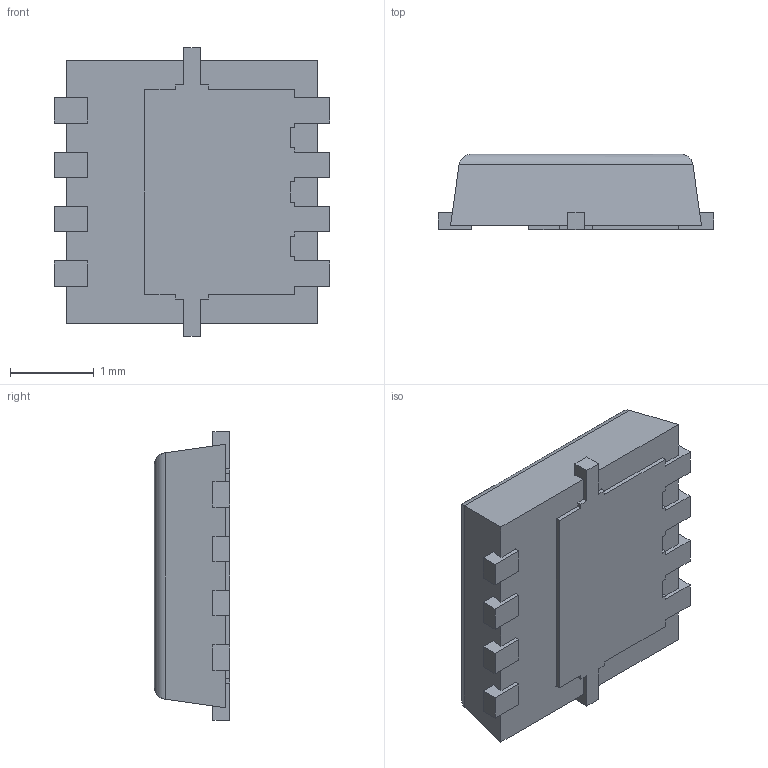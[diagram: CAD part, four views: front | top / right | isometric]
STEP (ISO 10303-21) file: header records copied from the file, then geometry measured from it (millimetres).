
FILE_DESCRIPTION (( 'STEP AP214' ), '1' );
FILE_NAME ('CSD17577Q3A.STEP', '2020-01-16T13:48:56', ( '' ), ( '' ), 'SwSTEP 2.0', 'SolidWorks 2017', '' );
FILE_SCHEMA (( 'AUTOMOTIVE_DESIGN' ));
Length unit declared in the file: millimetre
Products named in the file (1): CSD17577Q3A
Bounding box: 3.3 x 0.9 x 3.45 mm (x, y, z)
Volume: 7.7 mm3; surface area: 44 mm2
Topology: 7 solids, 7 shells, 155 faces, 416 edges, 276 vertices
Faces by surface type: plane 147, cylinder 8
Entity records: 4834 total; most frequent: CARTESIAN_POINT 860, ORIENTED_EDGE 832, DIRECTION 732, EDGE_CURVE 416, LINE 404, VECTOR 404, VERTEX_POINT 276, AXIS2_PLACEMENT_3D 164
